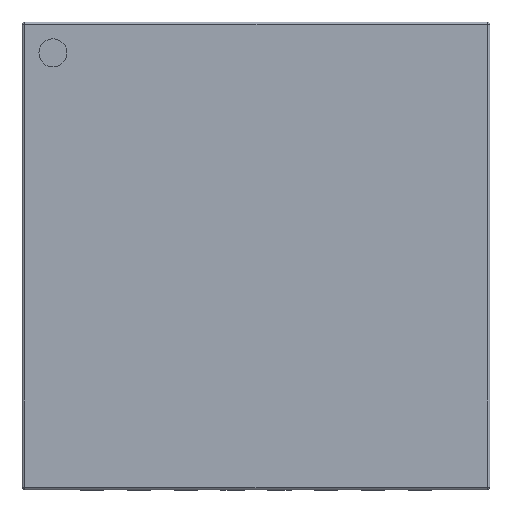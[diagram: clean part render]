
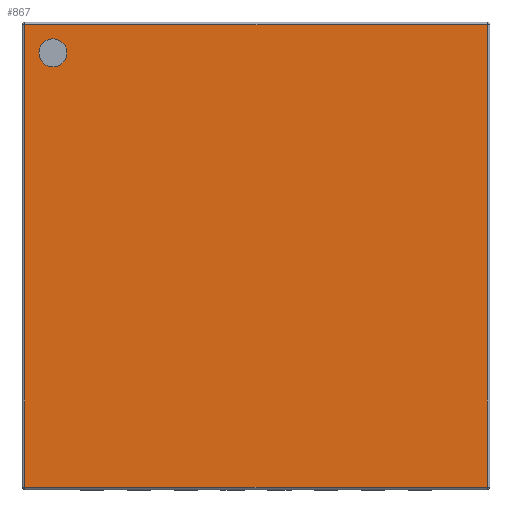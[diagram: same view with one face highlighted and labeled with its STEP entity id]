
A CAD part, top view. The second image highlights one B-rep face of the part: STEP entity #867.
In plain terms, the highlighted planar face has unit normal (0, 0, 1).
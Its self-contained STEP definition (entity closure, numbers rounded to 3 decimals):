
#46 = CARTESIAN_POINT ( 'NONE',  ( -2.02, 2.17, 0.865 ) ) ;
#159 = FACE_OUTER_BOUND ( 'NONE', #6155, .T. ) ;
#170 = VERTEX_POINT ( 'NONE', #475 ) ;
#215 = CARTESIAN_POINT ( 'NONE',  ( 2.47, -2.47, 0.865 ) ) ;
#361 = VERTEX_POINT ( 'NONE', #215 ) ;
#362 = LINE ( 'NONE', #6048, #9797 ) ;
#475 = CARTESIAN_POINT ( 'NONE',  ( 2.47, 2.47, 0.865 ) ) ;
#580 = DIRECTION ( 'NONE',  ( 1., 0., 0. ) ) ;
#622 = EDGE_CURVE ( 'NONE', #1696, #6900, #4890, .T. ) ;
#867 = ADVANCED_FACE ( 'NONE', ( #4134, #159 ), #3320, .F. ) ;
#939 = DIRECTION ( 'NONE',  ( -1., 0., 0. ) ) ;
#1335 = VECTOR ( 'NONE', #939, 1000. ) ;
#1629 = EDGE_CURVE ( 'NONE', #5146, #361, #10280, .T. ) ;
#1696 = VERTEX_POINT ( 'NONE', #46 ) ;
#1722 = DIRECTION ( 'NONE',  ( 0., 0., -1. ) ) ;
#2211 = CARTESIAN_POINT ( 'NONE',  ( -2.47, 2.47, 0.865 ) ) ;
#2251 = ORIENTED_EDGE ( 'NONE', *, *, #2883, .F. ) ;
#2413 = DIRECTION ( 'NONE',  ( 0., 0., 1. ) ) ;
#2529 = VECTOR ( 'NONE', #8707, 1000. ) ;
#2800 = CIRCLE ( 'NONE', #3138, 0.15 ) ;
#2883 = EDGE_CURVE ( 'NONE', #6900, #1696, #2800, .T. ) ;
#2967 = CARTESIAN_POINT ( 'NONE',  ( -2.32, 2.17, 0.865 ) ) ;
#3066 = EDGE_LOOP ( 'NONE', ( #3494, #2251 ) ) ;
#3138 = AXIS2_PLACEMENT_3D ( 'NONE', #9749, #2413, #5675 ) ;
#3169 = AXIS2_PLACEMENT_3D ( 'NONE', #4465, #4618, #580 ) ;
#3320 = PLANE ( 'NONE',  #10188 ) ;
#3494 = ORIENTED_EDGE ( 'NONE', *, *, #622, .F. ) ;
#4027 = LINE ( 'NONE', #6524, #1335 ) ;
#4134 = FACE_BOUND ( 'NONE', #3066, .T. ) ;
#4465 = CARTESIAN_POINT ( 'NONE',  ( -2.17, 2.17, 0.865 ) ) ;
#4487 = VECTOR ( 'NONE', #9502, 1000. ) ;
#4618 = DIRECTION ( 'NONE',  ( 0., 0., 1. ) ) ;
#4890 = CIRCLE ( 'NONE', #3169, 0.15 ) ;
#4984 = DIRECTION ( 'NONE',  ( -1., 0., 0. ) ) ;
#5017 = CARTESIAN_POINT ( 'NONE',  ( -2.47, -2.47, 0.865 ) ) ;
#5146 = VERTEX_POINT ( 'NONE', #5017 ) ;
#5390 = LINE ( 'NONE', #5445, #2529 ) ;
#5445 = CARTESIAN_POINT ( 'NONE',  ( 2.47, 0., 0.865 ) ) ;
#5675 = DIRECTION ( 'NONE',  ( 1., 0., 0. ) ) ;
#5864 = ORIENTED_EDGE ( 'NONE', *, *, #9970, .T. ) ;
#6048 = CARTESIAN_POINT ( 'NONE',  ( -2.47, 0., 0.865 ) ) ;
#6155 = EDGE_LOOP ( 'NONE', ( #10048, #7720, #10438, #5864 ) ) ;
#6524 = CARTESIAN_POINT ( 'NONE',  ( 0., 2.47, 0.865 ) ) ;
#6826 = DIRECTION ( 'NONE',  ( 0., -1., 0. ) ) ;
#6900 = VERTEX_POINT ( 'NONE', #2967 ) ;
#6962 = CARTESIAN_POINT ( 'NONE',  ( 0., -2.47, 0.865 ) ) ;
#7720 = ORIENTED_EDGE ( 'NONE', *, *, #1629, .T. ) ;
#7738 = VERTEX_POINT ( 'NONE', #2211 ) ;
#7892 = EDGE_CURVE ( 'NONE', #7738, #5146, #362, .T. ) ;
#8707 = DIRECTION ( 'NONE',  ( 0., 1., 0. ) ) ;
#9059 = CARTESIAN_POINT ( 'NONE',  ( 0., 0., 0.865 ) ) ;
#9131 = EDGE_CURVE ( 'NONE', #361, #170, #5390, .T. ) ;
#9502 = DIRECTION ( 'NONE',  ( 1., 0., 0. ) ) ;
#9749 = CARTESIAN_POINT ( 'NONE',  ( -2.17, 2.17, 0.865 ) ) ;
#9797 = VECTOR ( 'NONE', #6826, 1000. ) ;
#9970 = EDGE_CURVE ( 'NONE', #170, #7738, #4027, .T. ) ;
#10048 = ORIENTED_EDGE ( 'NONE', *, *, #7892, .T. ) ;
#10188 = AXIS2_PLACEMENT_3D ( 'NONE', #9059, #1722, #4984 ) ;
#10280 = LINE ( 'NONE', #6962, #4487 ) ;
#10438 = ORIENTED_EDGE ( 'NONE', *, *, #9131, .T. ) ;
